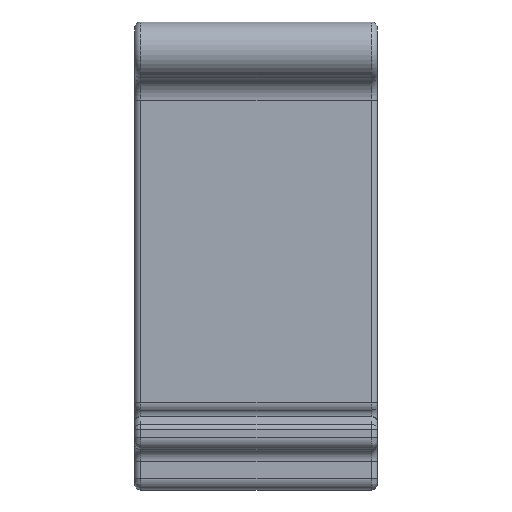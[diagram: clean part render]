
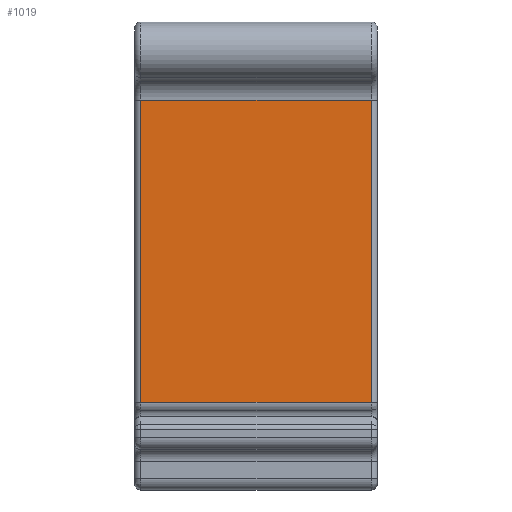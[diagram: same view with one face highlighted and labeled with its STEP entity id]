
A CAD part, front view. The second image highlights one B-rep face of the part: STEP entity #1019.
In plain terms, the highlighted planar face has unit normal (0, -1, -0.001).
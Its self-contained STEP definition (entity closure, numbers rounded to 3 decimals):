
#17=PLANE('',#1180);
#50=LINE('',#1720,#109);
#80=LINE('',#1945,#139);
#87=LINE('',#1972,#146);
#88=LINE('',#1974,#147);
#109=VECTOR('',#1269,10.);
#139=VECTOR('',#1469,10.);
#146=VECTOR('',#1494,10.);
#147=VECTOR('',#1497,10.);
#246=FACE_OUTER_BOUND('',#315,.T.);
#315=EDGE_LOOP('',(#845,#846,#847,#848));
#452=VERTEX_POINT('',#1711);
#454=VERTEX_POINT('',#1717);
#508=VERTEX_POINT('',#1936);
#510=VERTEX_POINT('',#1942);
#543=EDGE_CURVE('',#452,#454,#50,.T.);
#633=EDGE_CURVE('',#508,#510,#80,.T.);
#645=EDGE_CURVE('',#510,#452,#87,.T.);
#646=EDGE_CURVE('',#508,#454,#88,.T.);
#845=ORIENTED_EDGE('',*,*,#633,.T.);
#846=ORIENTED_EDGE('',*,*,#645,.T.);
#847=ORIENTED_EDGE('',*,*,#543,.T.);
#848=ORIENTED_EDGE('',*,*,#646,.F.);
#1019=ADVANCED_FACE('',(#246),#17,.F.);
#1180=AXIS2_PLACEMENT_3D('',#1973,#1495,#1496);
#1269=DIRECTION('',(0.,-0.001,1.));
#1469=DIRECTION('',(0.,0.001,-1.));
#1494=DIRECTION('',(1.,0.,0.));
#1495=DIRECTION('center_axis',(0.,1.,0.001));
#1496=DIRECTION('ref_axis',(0.,-0.001,1.));
#1497=DIRECTION('',(1.,0.,0.));
#1711=CARTESIAN_POINT('',(334.9,-54.001,250.144));
#1717=CARTESIAN_POINT('',(334.9,-54.076,302.378));
#1720=CARTESIAN_POINT('',(334.9,-54.02,262.799));
#1936=CARTESIAN_POINT('',(295.1,-54.076,302.378));
#1942=CARTESIAN_POINT('',(295.1,-54.001,250.144));
#1945=CARTESIAN_POINT('',(295.1,-54.02,262.799));
#1972=CARTESIAN_POINT('',(315.,-54.001,250.144));
#1973=CARTESIAN_POINT('Origin',(315.,-54.001,250.144));
#1974=CARTESIAN_POINT('',(315.,-54.076,302.378));
